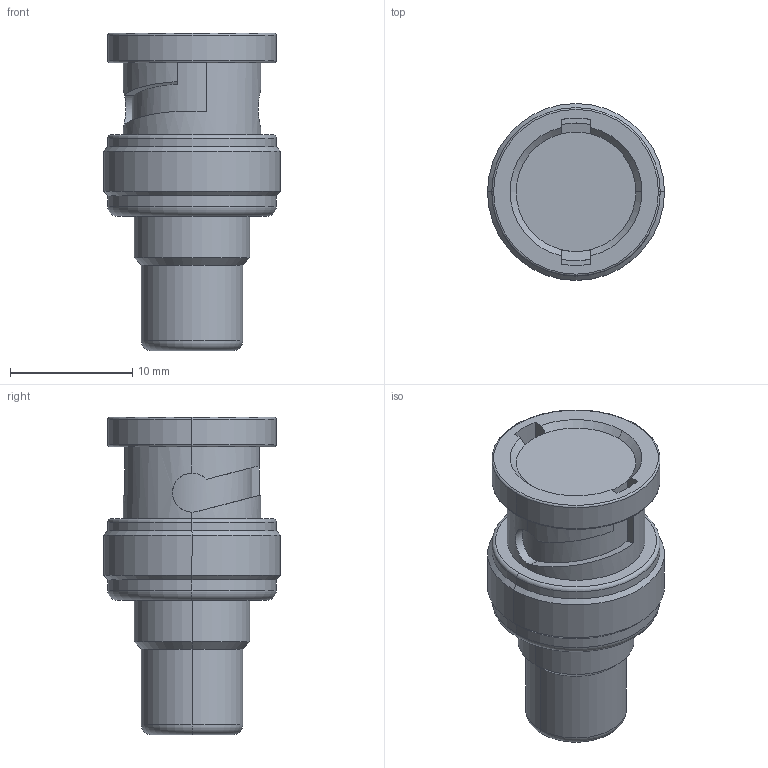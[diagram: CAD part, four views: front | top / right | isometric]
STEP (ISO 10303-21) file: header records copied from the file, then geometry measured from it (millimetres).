
FILE_DESCRIPTION (( 'STEP AP214' ), '1' );
FILE_NAME ('J01008B0839.STEP', '2018-11-21T09:33:33', ( '' ), ( '' ), 'SwSTEP 2.0', 'SolidWorks 2017', '' );
FILE_SCHEMA (( 'AUTOMOTIVE_DESIGN' ));
Length unit declared in the file: millimetre
Products named in the file (1): J01008B0839
Bounding box: 14.5 x 14.5 x 26 mm (x, y, z)
Volume: 2554.1 mm3; surface area: 1345.4 mm2
Topology: 1 solids, 1 shells, 56 faces, 136 edges, 82 vertices
Faces by surface type: cylinder 23, plane 14, torus 10, cone 9
Entity records: 1814 total; most frequent: CARTESIAN_POINT 465, DIRECTION 290, ORIENTED_EDGE 272, EDGE_CURVE 136, AXIS2_PLACEMENT_3D 119, VERTEX_POINT 82, CIRCLE 62, EDGE_LOOP 60
